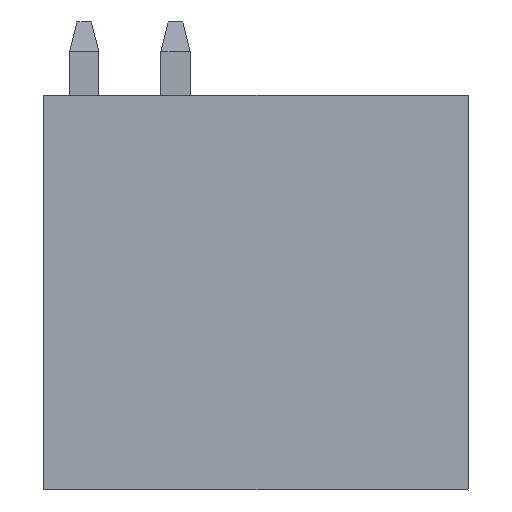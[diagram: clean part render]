
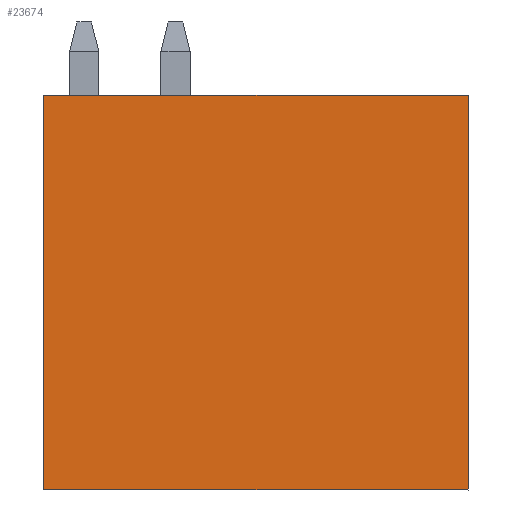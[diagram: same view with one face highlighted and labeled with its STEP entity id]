
A CAD part, left-side view. The second image highlights one B-rep face of the part: STEP entity #23674.
In plain terms, the highlighted free-form (B-spline) face has degree [1, 1] with [2, 2] control points.
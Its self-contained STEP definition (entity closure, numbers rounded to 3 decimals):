
#6650=CARTESIAN_POINT('',(-24.9,5.8,-5.4));
#6651=VERTEX_POINT('',#6650);
#6657=CARTESIAN_POINT('',(-24.9,5.8,5.4));
#6658=VERTEX_POINT('',#6657);
#6659=CARTESIAN_POINT('',(-24.9,5.8,5.4));
#6660=CARTESIAN_POINT('',(-24.9,5.8,-5.4));
#6661=B_SPLINE_CURVE_WITH_KNOTS('',1,(#6659,#6660),.POLYLINE_FORM.,.F.,.U.,(2,2),(0.,1.),.UNSPECIFIED.);
#6662=EDGE_CURVE('',#6658,#6651,#6661,.T.);
#6926=CARTESIAN_POINT('',(-24.9,-5.8,-5.4));
#6927=VERTEX_POINT('',#6926);
#6933=CARTESIAN_POINT('',(-24.9,5.8,-5.4));
#6934=CARTESIAN_POINT('',(-24.9,-5.8,-5.4));
#6935=B_SPLINE_CURVE_WITH_KNOTS('',1,(#6933,#6934),.POLYLINE_FORM.,.F.,.U.,(2,2),(0.,1.),.UNSPECIFIED.);
#6936=EDGE_CURVE('',#6651,#6927,#6935,.T.);
#15761=CARTESIAN_POINT('',(-24.9,-5.8,5.4));
#15762=VERTEX_POINT('',#15761);
#15768=CARTESIAN_POINT('',(-24.9,-5.8,-5.4));
#15769=CARTESIAN_POINT('',(-24.9,-5.8,5.4));
#15770=B_SPLINE_CURVE_WITH_KNOTS('',1,(#15768,#15769),.POLYLINE_FORM.,.F.,.U.,(2,2),(0.,1.),.UNSPECIFIED.);
#15771=EDGE_CURVE('',#6927,#15762,#15770,.T.);
#23507=CARTESIAN_POINT('',(-24.9,-5.8,5.4));
#23508=CARTESIAN_POINT('',(-24.9,5.8,5.4));
#23509=B_SPLINE_CURVE_WITH_KNOTS('',1,(#23507,#23508),.POLYLINE_FORM.,.F.,.U.,(2,2),(0.,1.),.UNSPECIFIED.);
#23510=EDGE_CURVE('',#15762,#6658,#23509,.T.);
#23663=CARTESIAN_POINT('',(-24.9,-20.8,-12.458));
#23664=CARTESIAN_POINT('',(-24.9,18.,-12.458));
#23665=CARTESIAN_POINT('',(-24.9,-20.8,5.4));
#23666=CARTESIAN_POINT('',(-24.9,18.,5.4));
#23667=B_SPLINE_SURFACE_WITH_KNOTS('',1,1,((#23663,#23664),(#23665,#23666)),.PLANE_SURF.,.F.,.F.,.U.,(2,2),(2,2),(0.,1.),(0.,1.),.UNSPECIFIED.);
#23668=ORIENTED_EDGE('',*,*,#6936,.T.);
#23669=ORIENTED_EDGE('',*,*,#15771,.T.);
#23670=ORIENTED_EDGE('',*,*,#23510,.T.);
#23671=ORIENTED_EDGE('',*,*,#6662,.T.);
#23672=EDGE_LOOP('',(#23668,#23669,#23670,#23671));
#23673=FACE_OUTER_BOUND('',#23672,.T.);
#23674=ADVANCED_FACE('',(#23673),#23667,.T.);
